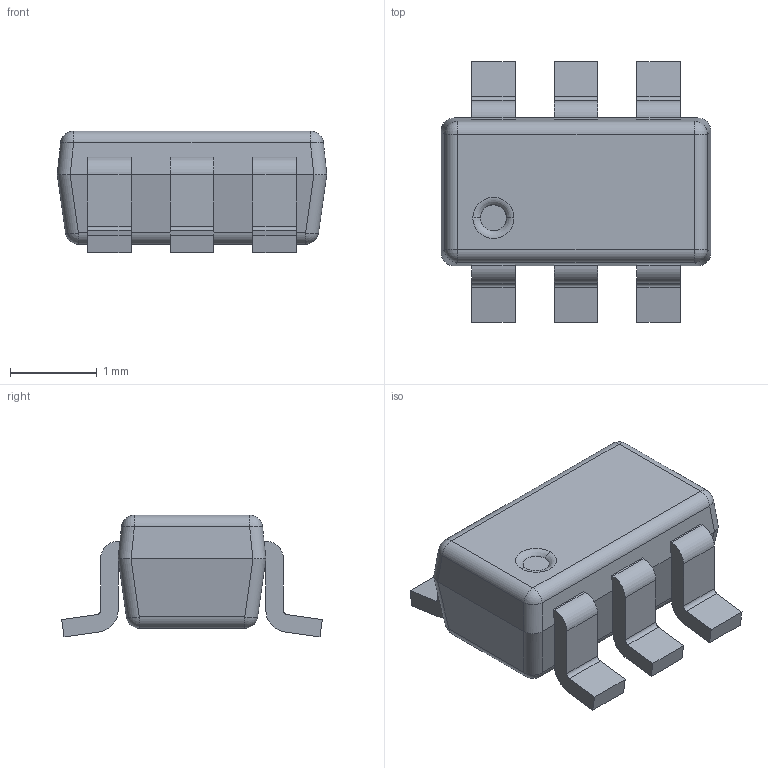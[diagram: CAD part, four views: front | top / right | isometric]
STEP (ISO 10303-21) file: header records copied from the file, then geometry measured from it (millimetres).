
FILE_DESCRIPTION (( 'STEP AP214' ), '1' );
FILE_NAME ('F3177963-41A7-4B18-9CD4-6DA4502E3ABB.STEP', '2024-06-28T12:52:07', ( '' ), ( '' ), 'SwSTEP 2.0', 'SolidWorks 2022', '' );
FILE_SCHEMA (( 'AUTOMOTIVE_DESIGN' ));
Length unit declared in the file: millimetre
Products named in the file (1): F3177963-41A7-4B18-9CD4-6DA4502E3ABB
Bounding box: 3.1 x 3 x 1.4 mm (x, y, z)
Volume: 7.1 mm3; surface area: 31.6 mm2
Topology: 1 solids, 1 shells, 103 faces, 264 edges, 164 vertices
Faces by surface type: plane 59, cylinder 34, sphere 8, torus 2
Entity records: 4243 total; most frequent: CARTESIAN_POINT 544, DIRECTION 534, ORIENTED_EDGE 528, EDGE_CURVE 264, VECTOR 194, LINE 194, AXIS2_PLACEMENT_3D 170, VERTEX_POINT 164
